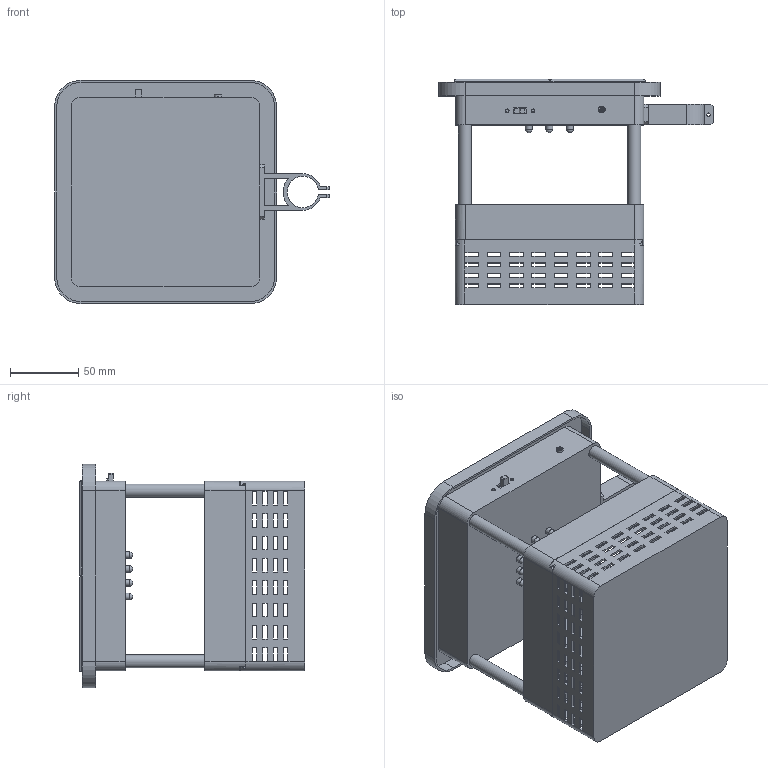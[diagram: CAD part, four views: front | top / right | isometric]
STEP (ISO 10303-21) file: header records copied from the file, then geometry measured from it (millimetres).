
FILE_DESCRIPTION(/* description */ (''),/* implementation_level */ '2;1');
FILE_NAME(/* name */ 'LumiTrap v2.step',/* time_stamp */ '2025-06-10T10:22:24+05:30',/* author */ (''),/* organization */ (''),/* preprocessor_version */ 'ST-DEVELOPER v20.1',/* originating_system */ 'Autodesk Translation Framework v14.10.0.0',/* authorisation */ '');
FILE_SCHEMA (('AUTOMOTIVE_DESIGN { 1 0 10303 214 3 1 1 }'));
Products named in the file (19): LumiTrap; case_fan_120mm; fan holder; spacer 1; spacer 2 (1); spacer 3; spacer; capture tray; 91290A208_NO THREADS_Alloy Steel Socket Head Screw; instrument unit; Blue_LED_5mm_STEP; BATTERY; SOLER; solar roof ; slide switch; circuit ; 70x70 solar ; pipe holder  ; LDR
Assembly tree (36 placements, depth 2):
  LumiTrap
    case_fan_120mm
    70x70 solar   x4
    fan holder
    91290A208_NO THREADS_Alloy Steel Socket Head Screw  x4
    spacer 1
    spacer 2 (1)
    spacer 3
    spacer
    capture tray
    instrument unit
    Blue_LED_5mm_STEP  x12
    BATTERY  x2
    SOLER
    solar roof 
    slide switch
    circuit 
    pipe holder  
    LDR
Bounding box: 201.22 x 165.06 x 163.65 mm (x, y, z)
Volume: 396364.4 mm3; surface area: 433380.2 mm2
Topology: 37 solids, 37 shells, 4017 faces, 11264 edges, 7310 vertices
Faces by surface type: plane 1856, cylinder 1105, torus 805, bspline 182, cone 37, sphere 32
Full cylindrical faces by diameter (mm): 0.6 x2, 1.5 x2, 2 x2, 2.2 x6, 2.5 x6, 2.708 x2, 3 x1, 3.211 x1, 3.5 x4, 4 x1, 4.794 x1, 5 x24, 5.8 x4, 6 x12, 6.44 x4, 7 x1, 8 x4, 9.5 x4, 9.7 x4, 9.788 x1, 10 x1, 10.083 x1, 10.493 x1, 10.616 x1, 18 x2, 42 x2, 116 x1, 117 x1
Entity records: 79973 total; most frequent: CARTESIAN_POINT 22852, ORIENTED_EDGE 12224, DIRECTION 11237, EDGE_CURVE 6112, VERTEX_POINT 3945, AXIS2_PLACEMENT_3D 3904, LINE 3429, VECTOR 3429
